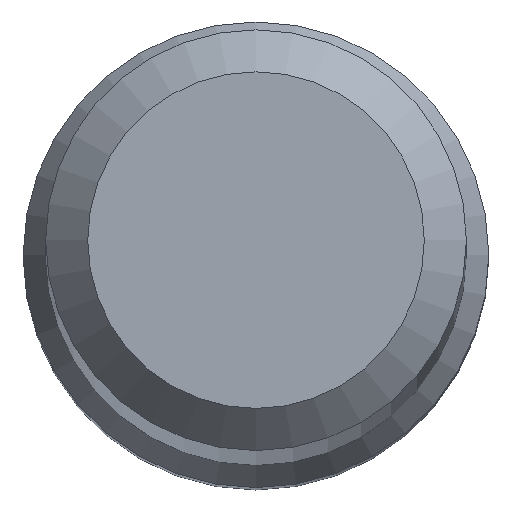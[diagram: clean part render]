
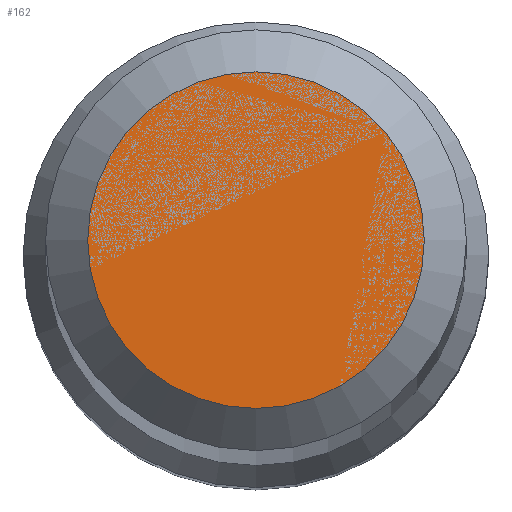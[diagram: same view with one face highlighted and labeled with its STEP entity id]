
A CAD part, top view. The second image highlights one B-rep face of the part: STEP entity #162.
In plain terms, the highlighted planar face has unit normal (0, 0, 1).
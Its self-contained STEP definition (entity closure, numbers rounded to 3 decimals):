
#13 = EDGE_LOOP ( 'NONE', ( #231 ) ) ;
#39 = FACE_OUTER_BOUND ( 'NONE', #13, .T. ) ;
#41 = CARTESIAN_POINT ( 'NONE',  ( 0., 0., 70. ) ) ;
#66 = DIRECTION ( 'NONE',  ( 0., 0., -1. ) ) ;
#117 = DIRECTION ( 'NONE',  ( 0., 1., 0. ) ) ;
#162 = ADVANCED_FACE ( 'NONE', ( #39 ), #203, .F. ) ;
#165 = AXIS2_PLACEMENT_3D ( 'NONE', #41, #178, #117 ) ;
#171 = EDGE_CURVE ( 'NONE', #206, #206, #255, .T. ) ;
#178 = DIRECTION ( 'NONE',  ( 0., 0., -1. ) ) ;
#203 = PLANE ( 'NONE',  #273 ) ;
#206 = VERTEX_POINT ( 'NONE', #233 ) ;
#231 = ORIENTED_EDGE ( 'NONE', *, *, #171, .F. ) ;
#233 = CARTESIAN_POINT ( 'NONE',  ( 0., 1.2, 70. ) ) ;
#246 = DIRECTION ( 'NONE',  ( 0., 1., 0. ) ) ;
#255 = CIRCLE ( 'NONE', #165, 1.2 ) ;
#273 = AXIS2_PLACEMENT_3D ( 'NONE', #290, #66, #246 ) ;
#290 = CARTESIAN_POINT ( 'NONE',  ( 0., 0., 70. ) ) ;
